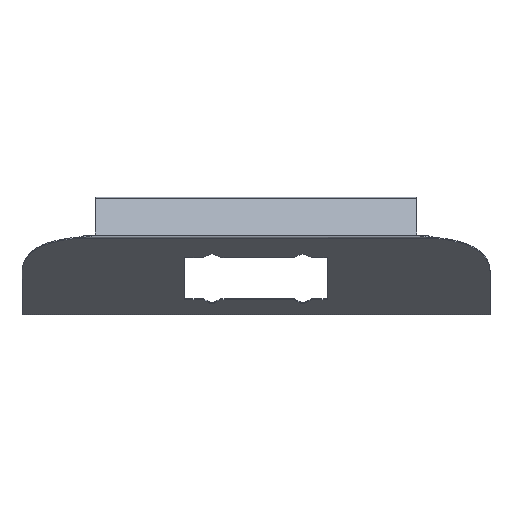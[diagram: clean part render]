
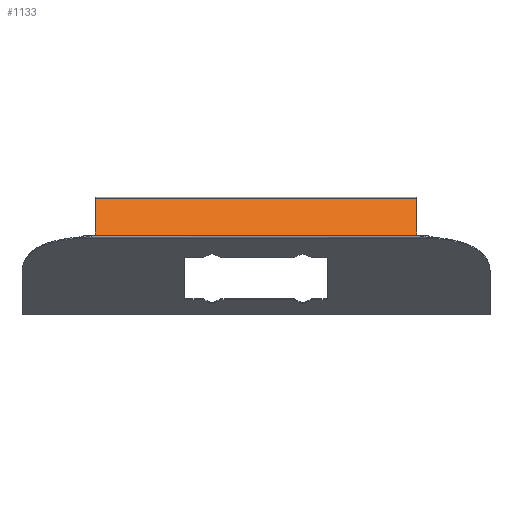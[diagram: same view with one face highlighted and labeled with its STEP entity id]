
A CAD part, top view. The second image highlights one B-rep face of the part: STEP entity #1133.
In plain terms, the highlighted planar face has unit normal (0, 0.5, 0.866).
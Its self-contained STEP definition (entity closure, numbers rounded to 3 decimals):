
#64=PLANE('',#1254);
#121=FACE_OUTER_BOUND('',#193,.T.);
#193=EDGE_LOOP('',(#970,#971,#972,#973));
#281=LINE('',#1947,#388);
#296=LINE('',#1983,#403);
#299=LINE('',#1989,#406);
#300=LINE('',#1990,#407);
#388=VECTOR('',#1505,10.);
#403=VECTOR('',#1544,10.);
#406=VECTOR('',#1549,10.);
#407=VECTOR('',#1550,10.);
#549=VERTEX_POINT('',#1944);
#550=VERTEX_POINT('',#1946);
#559=VERTEX_POINT('',#1982);
#561=VERTEX_POINT('',#1988);
#690=EDGE_CURVE('',#550,#549,#281,.T.);
#708=EDGE_CURVE('',#559,#550,#296,.T.);
#711=EDGE_CURVE('',#549,#561,#299,.T.);
#712=EDGE_CURVE('',#559,#561,#300,.T.);
#970=ORIENTED_EDGE('',*,*,#690,.T.);
#971=ORIENTED_EDGE('',*,*,#711,.T.);
#972=ORIENTED_EDGE('',*,*,#712,.F.);
#973=ORIENTED_EDGE('',*,*,#708,.T.);
#1133=ADVANCED_FACE('',(#121),#64,.T.);
#1254=AXIS2_PLACEMENT_3D('',#1987,#1547,#1548);
#1505=DIRECTION('',(-1.,0.,0.));
#1544=DIRECTION('',(0.,0.866,-0.5));
#1547=DIRECTION('center_axis',(0.,0.5,0.866));
#1548=DIRECTION('ref_axis',(0.,-0.866,0.5));
#1549=DIRECTION('',(0.,-0.866,0.5));
#1550=DIRECTION('',(-1.,0.,0.));
#1944=CARTESIAN_POINT('',(-173.255,213.212,253.9));
#1946=CARTESIAN_POINT('',(273.255,213.212,253.9));
#1947=CARTESIAN_POINT('',(-224.128,213.212,253.9));
#1982=CARTESIAN_POINT('',(273.255,162.29,283.299));
#1983=CARTESIAN_POINT('',(273.255,159.519,284.899));
#1987=CARTESIAN_POINT('Origin',(-275.,216.319,252.106));
#1988=CARTESIAN_POINT('',(-173.255,162.29,283.299));
#1989=CARTESIAN_POINT('',(-173.255,159.519,284.899));
#1990=CARTESIAN_POINT('',(-275.,162.29,283.299));
